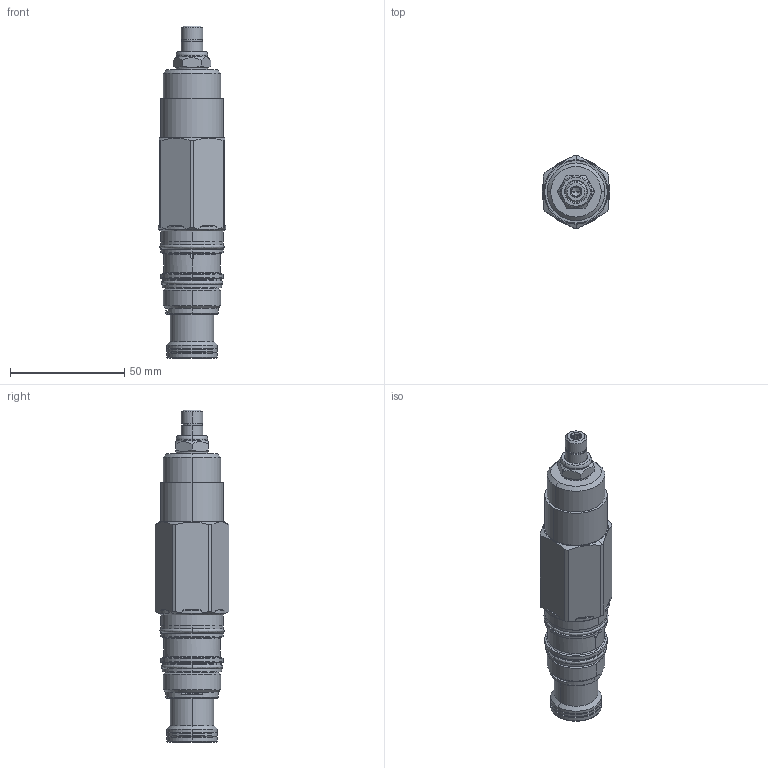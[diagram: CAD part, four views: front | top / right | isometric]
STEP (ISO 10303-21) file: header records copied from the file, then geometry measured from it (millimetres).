
FILE_DESCRIPTION((''),'2;1');
FILE_NAME('SDFT-LAN_PRT','2014-08-08T',('Administrator'),(''),'PRO/ENGINEER BY PARAMETRIC TECHNOLOGY CORPORATION, 2006240','PRO/ENGINEER BY PARAMETRIC TECHNOLOGY CORPORATION, 2006240','');
FILE_SCHEMA(('CONFIG_CONTROL_DESIGN'));
Length unit declared in the file: inch
Products named in the file (1): SDFT-LAN_PRT
Bounding box: 29.69 x 32.21 x 145.41 mm (x, y, z)
Volume: 47842.8 mm3; surface area: 28216.7 mm2
Topology: 5 solids, 8 shells, 425 faces, 975 edges, 585 vertices
Faces by surface type: cylinder 155, cone 111, plane 100, torus 39, revolution 12, bspline 8
Entity records: 14259 total; most frequent: CARTESIAN_POINT 4527, DIRECTION 2177, ORIENTED_EDGE 1926, EDGE_CURVE 963, AXIS2_PLACEMENT_3D 915, VERTEX_POINT 585, CIRCLE 510, EDGE_LOOP 470
